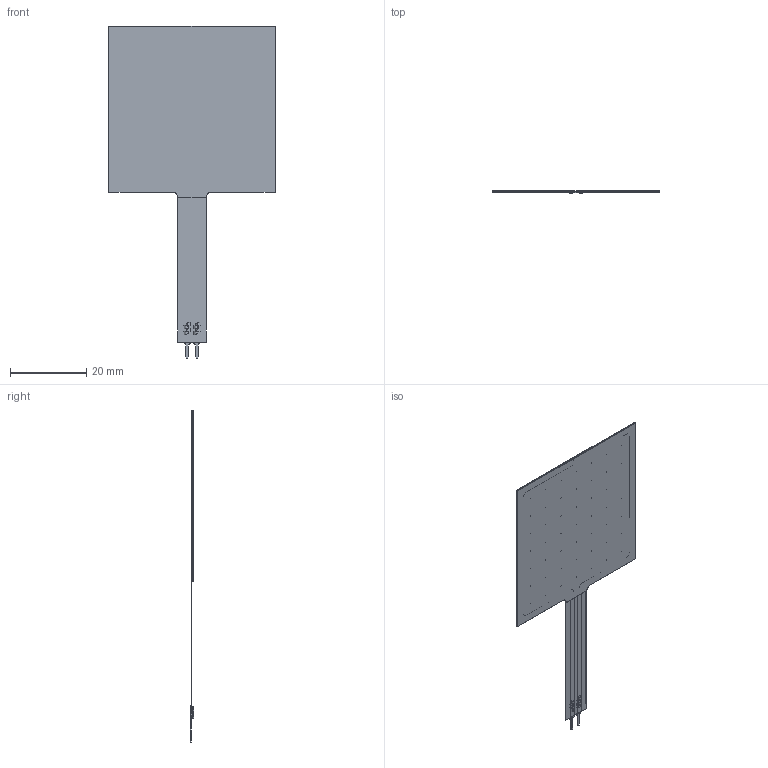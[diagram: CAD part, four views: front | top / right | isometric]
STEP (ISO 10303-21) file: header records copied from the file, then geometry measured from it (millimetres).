
FILE_DESCRIPTION (( 'STEP AP214' ), '1' );
FILE_NAME ('Interlink FSR 406.STEP', '2025-07-01T07:09:34', ( '' ), ( '' ), 'SwSTEP 2.0', 'SolidWorks 2025', '' );
FILE_SCHEMA (( 'AUTOMOTIVE_DESIGN' ));
Length unit declared in the file: millimetre
Products named in the file (11): 34-00009-Rear Adhesive_2.STEP; 34-00009-Gusset_2.STEP; Interlink FSR 406; 34-00009-Cond-Substrate_2.STEP; 34-00009-Semi-Substrate_2.STEP; 34-00009-Dielectric_2.STEP; Interlink FSR 406.STEP; SolderTab_2.STEP; 34-00009-Spacer_2.STEP; 34-00009-Conductor_2.STEP; 34-00009-Semi_2.STEP
Assembly tree (11 placements, depth 3):
  Interlink FSR 406
    Interlink FSR 406.STEP
      34-00009-Gusset_2.STEP
      34-00009-Dielectric_2.STEP
      34-00009-Semi_2.STEP
      34-00009-Semi-Substrate_2.STEP
      34-00009-Rear Adhesive_2.STEP
      34-00009-Spacer_2.STEP
      SolderTab_2.STEP  x2
      34-00009-Conductor_2.STEP
      34-00009-Cond-Substrate_2.STEP
Bounding box: 43.69 x 0.85 x 87.24 mm (x, y, z)
Volume: 640.7 mm3; surface area: 19290.1 mm2
Topology: 60 solids, 60 shells, 792 faces, 1888 edges, 1216 vertices
Faces by surface type: plane 590, cylinder 170, bspline 32
Entity records: 21764 total; most frequent: CARTESIAN_POINT 4067, ORIENTED_EDGE 3334, DIRECTION 3227, EDGE_CURVE 1667, VECTOR 1351, LINE 1351, VERTEX_POINT 1090, AXIS2_PLACEMENT_3D 938
